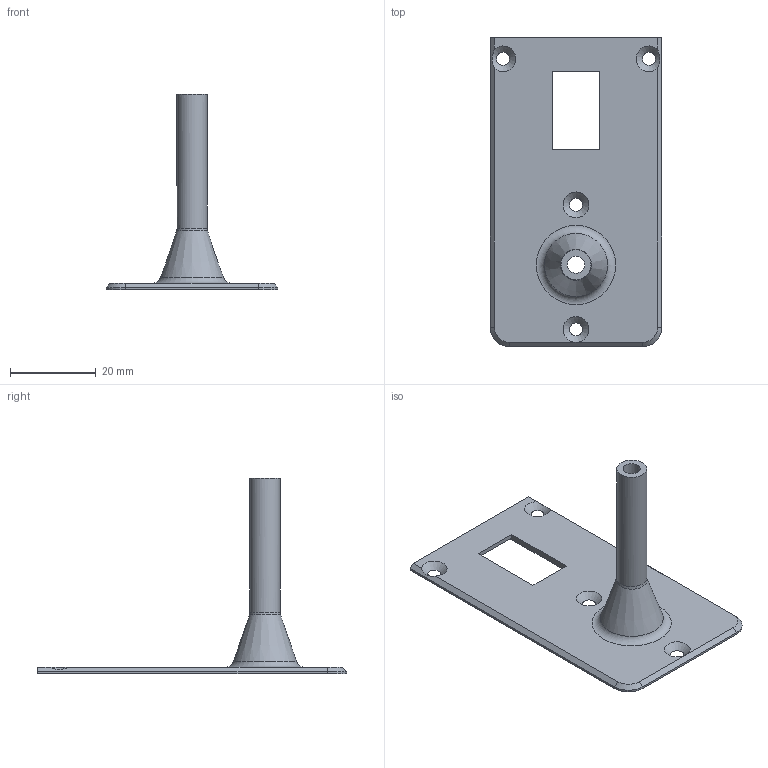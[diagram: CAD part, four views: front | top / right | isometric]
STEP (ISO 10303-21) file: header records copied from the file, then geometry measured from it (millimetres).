
FILE_DESCRIPTION(('FreeCAD Model'),'2;1');
FILE_NAME('TubeLid.step','2018-02-02T19:22:56',('Author'),(''), 'Open CASCADE STEP processor 6.9','FreeCAD','Unknown');
FILE_SCHEMA(('AUTOMOTIVE_DESIGN_CC2 { 1 2 10303 214 -1 1 5 4 }'));
Length unit declared in the file: millimetre
Products named in the file (1): TubeLid
Bounding box: 40 x 72 x 45.5 mm (x, y, z)
Volume: 5338.4 mm3; surface area: 7260 mm2
Topology: 1 solids, 1 shells, 31 faces, 91 edges, 59 vertices
Faces by surface type: plane 16, cone 8, cylinder 5, bspline 1, torus 1
Full cylindrical faces by diameter (mm): 4 x1, 7 x1, 10 x1
Entity records: 2362 total; most frequent: CARTESIAN_POINT 607, DIRECTION 314, ORIENTED_EDGE 178, PCURVE 178, DEFINITIONAL_REPRESENTATION 178, LINE 175, VECTOR 175, EDGE_CURVE 89
